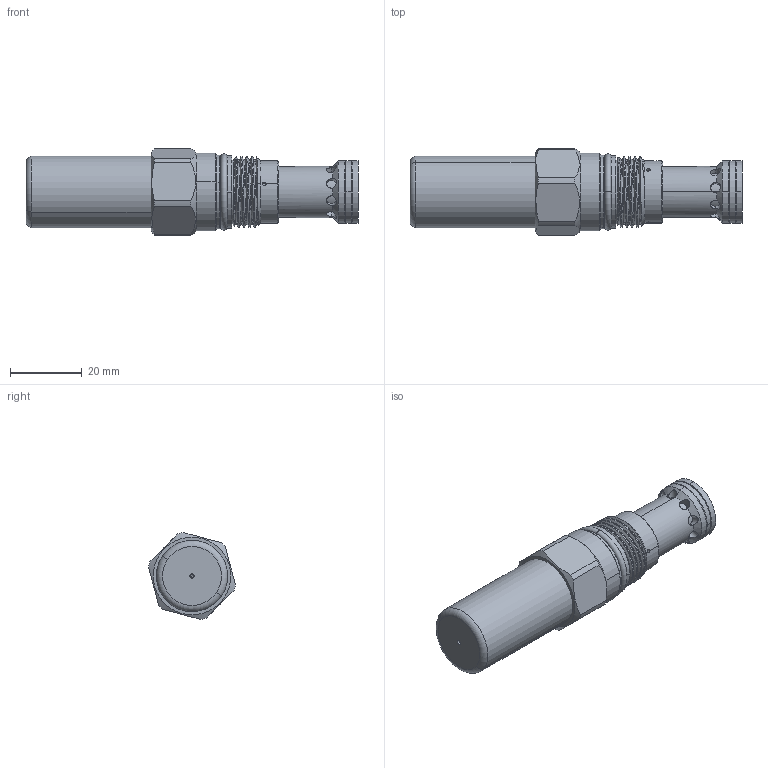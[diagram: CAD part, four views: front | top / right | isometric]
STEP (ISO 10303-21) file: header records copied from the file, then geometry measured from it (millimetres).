
FILE_DESCRIPTION (( 'STEP AP203' ), '1' );
FILE_NAME ('RP10A2G-C.STEP', '2020-03-24T01:17:26', ( '' ), ( '' ), 'SwSTEP 2.0', 'SolidWorks 2018', '' );
FILE_SCHEMA (( 'CONFIG_CONTROL_DESIGN' ));
Length unit declared in the file: millimetre
Products named in the file (1): RP10A2G-C
Bounding box: 92.82 x 24.31 x 24.31 mm (x, y, z)
Volume: 23360.6 mm3; surface area: 13487 mm2
Topology: 7 solids, 7 shells, 766 faces, 2089 edges, 1331 vertices
Faces by surface type: cylinder 574, cone 76, plane 67, torus 34, bspline 9, sphere 6
Entity records: 57069 total; most frequent: CARTESIAN_POINT 38634, ORIENTED_EDGE 4174, DIRECTION 3019, EDGE_CURVE 2087, VERTEX_POINT 1331, AXIS2_PLACEMENT_3D 1170, EDGE_LOOP 1168, B_SPLINE_CURVE_WITH_KNOTS 932
